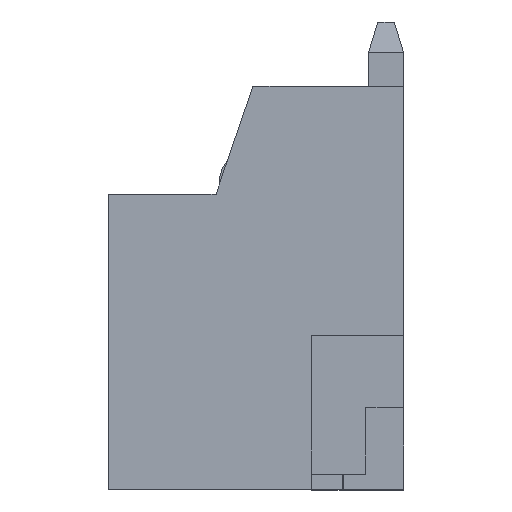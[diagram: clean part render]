
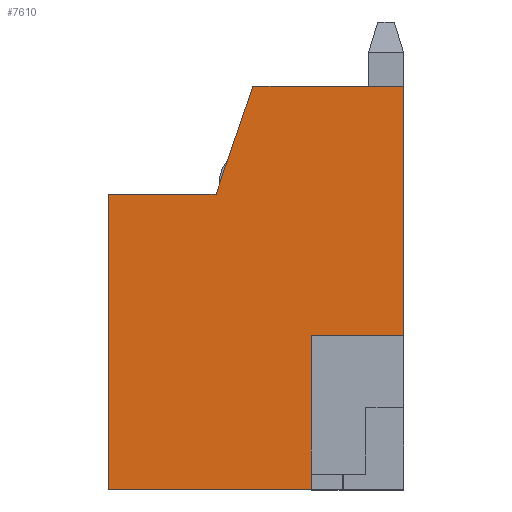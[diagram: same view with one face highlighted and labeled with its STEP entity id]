
A CAD part, top view. The second image highlights one B-rep face of the part: STEP entity #7610.
In plain terms, the highlighted planar face has unit normal (0, 0, 1).
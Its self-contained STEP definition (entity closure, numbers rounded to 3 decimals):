
#329 = VERTEX_POINT ( 'NONE', #6046 ) ;
#390 = CARTESIAN_POINT ( 'NONE',  ( 0., 9.6, 6.94 ) ) ;
#794 = VECTOR ( 'NONE', #4024, 1000. ) ;
#840 = CARTESIAN_POINT ( 'NONE',  ( 0., 0., 6.94 ) ) ;
#1082 = EDGE_CURVE ( 'NONE', #4027, #6986, #4828, .T. ) ;
#1105 = CARTESIAN_POINT ( 'NONE',  ( 0., 0., 6.94 ) ) ;
#1112 = CARTESIAN_POINT ( 'NONE',  ( 0., 13.1, 6.94 ) ) ;
#1161 = ORIENTED_EDGE ( 'NONE', *, *, #2748, .F. ) ;
#1312 = VECTOR ( 'NONE', #7031, 1000. ) ;
#1321 = DIRECTION ( 'NONE',  ( -1., 0., 0. ) ) ;
#1414 = CARTESIAN_POINT ( 'NONE',  ( 0., 0., 6.94 ) ) ;
#1744 = CARTESIAN_POINT ( 'NONE',  ( 4.7, 13.1, 6.94 ) ) ;
#1771 = DIRECTION ( 'NONE',  ( -1., 0., 0. ) ) ;
#2175 = EDGE_CURVE ( 'NONE', #4031, #4027, #4882, .T. ) ;
#2181 = VECTOR ( 'NONE', #1771, 1000. ) ;
#2313 = VECTOR ( 'NONE', #1321, 1000. ) ;
#2335 = CARTESIAN_POINT ( 'NONE',  ( 9.6, 13.1, 6.94 ) ) ;
#2713 = CARTESIAN_POINT ( 'NONE',  ( 4.7, 13.1, 6.94 ) ) ;
#2748 = EDGE_CURVE ( 'NONE', #6210, #329, #3923, .T. ) ;
#2808 = EDGE_CURVE ( 'NONE', #5076, #329, #2874, .T. ) ;
#2865 = ORIENTED_EDGE ( 'NONE', *, *, #3798, .T. ) ;
#2874 = LINE ( 'NONE', #840, #4293 ) ;
#2937 = DIRECTION ( 'NONE',  ( 0., -1., 0. ) ) ;
#3302 = CARTESIAN_POINT ( 'NONE',  ( 9.6, 0., 6.94 ) ) ;
#3798 = EDGE_CURVE ( 'NONE', #6986, #5076, #3811, .T. ) ;
#3811 = LINE ( 'NONE', #4323, #2181 ) ;
#3817 = EDGE_CURVE ( 'NONE', #4031, #6210, #7006, .T. ) ;
#3923 = LINE ( 'NONE', #1414, #2313 ) ;
#4022 = CARTESIAN_POINT ( 'NONE',  ( 3.5, 9.6, 6.94 ) ) ;
#4024 = DIRECTION ( 'NONE',  ( -1., 0., 0. ) ) ;
#4027 = VERTEX_POINT ( 'NONE', #1744 ) ;
#4031 = VERTEX_POINT ( 'NONE', #2335 ) ;
#4152 = DIRECTION ( 'NONE',  ( 0., 0., 1. ) ) ;
#4293 = VECTOR ( 'NONE', #4457, 1000. ) ;
#4323 = CARTESIAN_POINT ( 'NONE',  ( 0., 9.6, 6.94 ) ) ;
#4457 = DIRECTION ( 'NONE',  ( 0., -1., 0. ) ) ;
#4828 = LINE ( 'NONE', #2713, #1312 ) ;
#4882 = LINE ( 'NONE', #1112, #794 ) ;
#4909 = ORIENTED_EDGE ( 'NONE', *, *, #1082, .T. ) ;
#5076 = VERTEX_POINT ( 'NONE', #390 ) ;
#5091 = EDGE_LOOP ( 'NONE', ( #1161, #6943, #5498, #4909, #2865, #5693 ) ) ;
#5498 = ORIENTED_EDGE ( 'NONE', *, *, #2175, .T. ) ;
#5693 = ORIENTED_EDGE ( 'NONE', *, *, #2808, .T. ) ;
#6016 = CARTESIAN_POINT ( 'NONE',  ( 9.6, 0., 6.94 ) ) ;
#6037 = VECTOR ( 'NONE', #2937, 1000. ) ;
#6046 = CARTESIAN_POINT ( 'NONE',  ( 0., 0., 6.94 ) ) ;
#6050 = DIRECTION ( 'NONE',  ( 1., 0., 0. ) ) ;
#6210 = VERTEX_POINT ( 'NONE', #3302 ) ;
#6943 = ORIENTED_EDGE ( 'NONE', *, *, #3817, .F. ) ;
#6986 = VERTEX_POINT ( 'NONE', #4022 ) ;
#7006 = LINE ( 'NONE', #6016, #6037 ) ;
#7031 = DIRECTION ( 'NONE',  ( -0.324, -0.946, 0. ) ) ;
#7250 = PLANE ( 'NONE',  #7562 ) ;
#7562 = AXIS2_PLACEMENT_3D ( 'NONE', #1105, #4152, #6050 ) ;
#7610 = ADVANCED_FACE ( 'NONE', ( #7805 ), #7250, .T. ) ;
#7805 = FACE_OUTER_BOUND ( 'NONE', #5091, .T. ) ;
